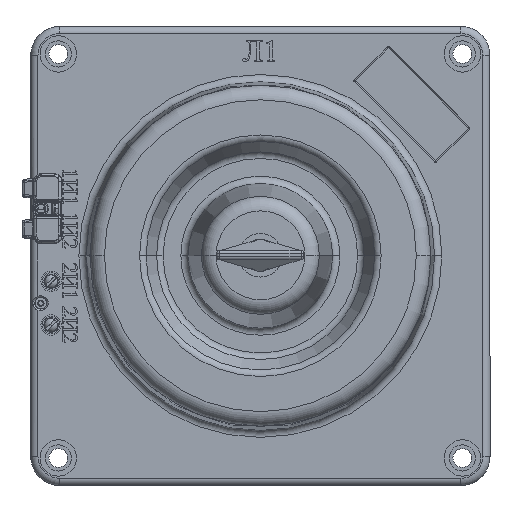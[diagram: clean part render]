
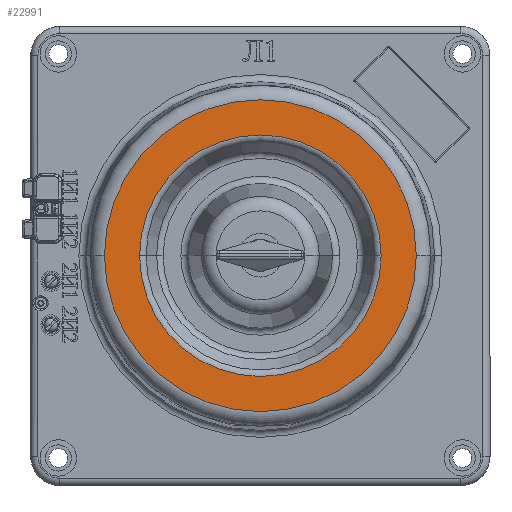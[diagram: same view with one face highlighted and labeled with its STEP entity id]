
A CAD part, top view. The second image highlights one B-rep face of the part: STEP entity #22991.
In plain terms, the highlighted planar face has unit normal (0, 0, 1).
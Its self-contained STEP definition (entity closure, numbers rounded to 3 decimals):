
#754 = AXIS2_PLACEMENT_3D ( 'NONE', #2743, #2752, #2760 ) ;
#991 = AXIS2_PLACEMENT_3D ( 'NONE', #18869, #18874, #18897 ) ;
#998 = AXIS2_PLACEMENT_3D ( 'NONE', #19018, #19049, #19009 ) ;
#1061 = AXIS2_PLACEMENT_3D ( 'NONE', #19210, #19372, #19376 ) ;
#1076 = AXIS2_PLACEMENT_3D ( 'NONE', #19165, #19201, #19184 ) ;
#2702 = PLANE ( 'NONE',  #754 ) ;
#2743 = CARTESIAN_POINT ( 'NONE',  ( 0., 0., 139. ) ) ;
#2752 = DIRECTION ( 'NONE',  ( 0., 0., 1. ) ) ;
#2760 = DIRECTION ( 'NONE',  ( 1., 0., 0. ) ) ;
#5516 = EDGE_CURVE ( 'NONE', #20508, #20519, #23260, .T. ) ;
#5546 = EDGE_CURVE ( 'NONE', #20505, #20523, #23312, .T. ) ;
#5565 = EDGE_CURVE ( 'NONE', #20523, #20505, #23379, .T. ) ;
#5589 = EDGE_CURVE ( 'NONE', #20519, #20508, #23405, .T. ) ;
#7125 = FACE_OUTER_BOUND ( 'NONE', #14122, .T. ) ;
#7146 = FACE_BOUND ( 'NONE', #14227, .T. ) ;
#12172 = CARTESIAN_POINT ( 'NONE',  ( 107.293, 0., 139. ) ) ;
#12187 = CARTESIAN_POINT ( 'NONE',  ( -83.09, 0., 139. ) ) ;
#12204 = CARTESIAN_POINT ( 'NONE',  ( -107.293, 0., 139. ) ) ;
#12214 = CARTESIAN_POINT ( 'NONE',  ( 83.09, 0., 139. ) ) ;
#14122 = EDGE_LOOP ( 'NONE', ( #17604, #17595 ) ) ;
#14227 = EDGE_LOOP ( 'NONE', ( #17603, #17599 ) ) ;
#17595 = ORIENTED_EDGE ( 'NONE', *, *, #5565, .T. ) ;
#17599 = ORIENTED_EDGE ( 'NONE', *, *, #5516, .T. ) ;
#17603 = ORIENTED_EDGE ( 'NONE', *, *, #5589, .T. ) ;
#17604 = ORIENTED_EDGE ( 'NONE', *, *, #5546, .T. ) ;
#18869 = CARTESIAN_POINT ( 'NONE',  ( 0., 0., 139. ) ) ;
#18874 = DIRECTION ( 'NONE',  ( 0., 0., -1. ) ) ;
#18897 = DIRECTION ( 'NONE',  ( 1., 0., 0. ) ) ;
#19009 = DIRECTION ( 'NONE',  ( 1., 0., 0. ) ) ;
#19018 = CARTESIAN_POINT ( 'NONE',  ( 0., 0., 139. ) ) ;
#19049 = DIRECTION ( 'NONE',  ( 0., 0., 1. ) ) ;
#19165 = CARTESIAN_POINT ( 'NONE',  ( 0., 0., 139. ) ) ;
#19184 = DIRECTION ( 'NONE',  ( 1., 0., 0. ) ) ;
#19201 = DIRECTION ( 'NONE',  ( 0., 0., 1. ) ) ;
#19210 = CARTESIAN_POINT ( 'NONE',  ( 0., 0., 139. ) ) ;
#19372 = DIRECTION ( 'NONE',  ( 0., 0., -1. ) ) ;
#19376 = DIRECTION ( 'NONE',  ( 1., 0., 0. ) ) ;
#20505 = VERTEX_POINT ( 'NONE', #12172 ) ;
#20508 = VERTEX_POINT ( 'NONE', #12187 ) ;
#20519 = VERTEX_POINT ( 'NONE', #12214 ) ;
#20523 = VERTEX_POINT ( 'NONE', #12204 ) ;
#22991 = ADVANCED_FACE ( 'NONE', ( #7125, #7146 ), #2702, .T. ) ;
#23260 = CIRCLE ( 'NONE', #991, 83.09 ) ;
#23312 = CIRCLE ( 'NONE', #998, 107.293 ) ;
#23379 = CIRCLE ( 'NONE', #1076, 107.293 ) ;
#23405 = CIRCLE ( 'NONE', #1061, 83.09 ) ;
